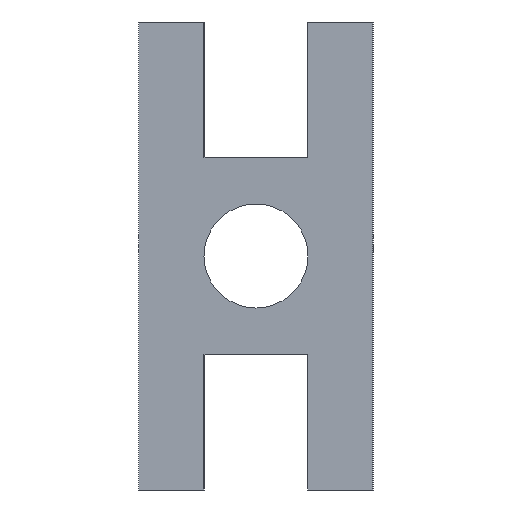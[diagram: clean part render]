
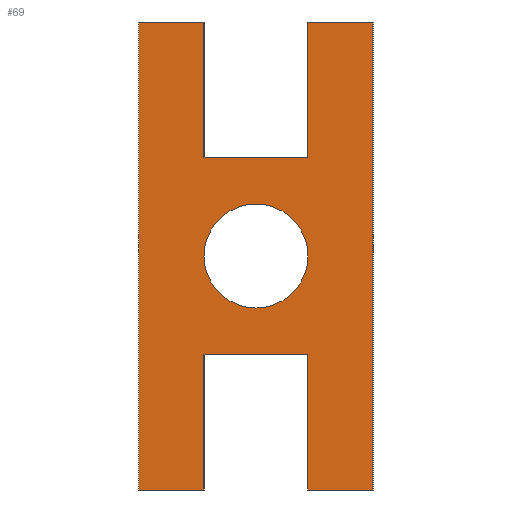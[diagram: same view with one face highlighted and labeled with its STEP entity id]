
A CAD part, left-side view. The second image highlights one B-rep face of the part: STEP entity #69.
In plain terms, the highlighted planar face has unit normal (-1, 0, 0).
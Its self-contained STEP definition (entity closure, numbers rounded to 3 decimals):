
#69=ADVANCED_FACE('',(#133,#134),#135,.F.);
#133=FACE_BOUND('',#191,.T.);
#134=FACE_OUTER_BOUND('',#192,.T.);
#135=PLANE('',#193);
#191=EDGE_LOOP('',(#313,#314));
#192=EDGE_LOOP('',(#315,#316,#317,#318,#319,#320,#321,#322,#323,#324,#325,#326));
#193=AXIS2_PLACEMENT_3D('',#327,#328,#329);
#313=ORIENTED_EDGE('',*,*,#353,.T.);
#314=ORIENTED_EDGE('',*,*,#355,.T.);
#315=ORIENTED_EDGE('',*,*,#404,.F.);
#316=ORIENTED_EDGE('',*,*,#360,.F.);
#317=ORIENTED_EDGE('',*,*,#365,.F.);
#318=ORIENTED_EDGE('',*,*,#369,.F.);
#319=ORIENTED_EDGE('',*,*,#373,.F.);
#320=ORIENTED_EDGE('',*,*,#377,.F.);
#321=ORIENTED_EDGE('',*,*,#381,.F.);
#322=ORIENTED_EDGE('',*,*,#385,.F.);
#323=ORIENTED_EDGE('',*,*,#389,.F.);
#324=ORIENTED_EDGE('',*,*,#393,.F.);
#325=ORIENTED_EDGE('',*,*,#397,.F.);
#326=ORIENTED_EDGE('',*,*,#401,.F.);
#327=CARTESIAN_POINT('',(0.0,0.,0.));
#328=DIRECTION('',(1.0,0.0,0.0));
#329=DIRECTION('',(0.0,1.0,0.0));
#353=EDGE_CURVE('',#410,#414,#416,.T.);
#355=EDGE_CURVE('',#414,#410,#418,.T.);
#360=EDGE_CURVE('',#424,#426,#427,.T.);
#365=EDGE_CURVE('',#432,#424,#434,.T.);
#369=EDGE_CURVE('',#438,#432,#440,.T.);
#373=EDGE_CURVE('',#444,#438,#446,.T.);
#377=EDGE_CURVE('',#450,#444,#452,.T.);
#381=EDGE_CURVE('',#456,#450,#458,.T.);
#385=EDGE_CURVE('',#462,#456,#464,.T.);
#389=EDGE_CURVE('',#468,#462,#470,.T.);
#393=EDGE_CURVE('',#474,#468,#476,.T.);
#397=EDGE_CURVE('',#480,#474,#482,.T.);
#401=EDGE_CURVE('',#486,#480,#488,.T.);
#404=EDGE_CURVE('',#426,#486,#491,.T.);
#410=VERTEX_POINT('',#497);
#414=VERTEX_POINT('',#502);
#416=CIRCLE('',#505,5.0);
#418=CIRCLE('',#507,5.0);
#424=VERTEX_POINT('',#514);
#426=VERTEX_POINT('',#517);
#427=LINE('',#518,#519);
#432=VERTEX_POINT('',#526);
#434=LINE('',#529,#530);
#438=VERTEX_POINT('',#535);
#440=LINE('',#538,#539);
#444=VERTEX_POINT('',#544);
#446=LINE('',#547,#548);
#450=VERTEX_POINT('',#553);
#452=LINE('',#556,#557);
#456=VERTEX_POINT('',#562);
#458=LINE('',#565,#566);
#462=VERTEX_POINT('',#571);
#464=LINE('',#574,#575);
#468=VERTEX_POINT('',#580);
#470=LINE('',#583,#584);
#474=VERTEX_POINT('',#589);
#476=LINE('',#592,#593);
#480=VERTEX_POINT('',#598);
#482=LINE('',#601,#602);
#486=VERTEX_POINT('',#607);
#488=LINE('',#610,#611);
#491=LINE('',#615,#616);
#497=CARTESIAN_POINT('',(0.0,0.0,-5.0));
#502=CARTESIAN_POINT('',(0.0,0.,5.0));
#505=AXIS2_PLACEMENT_3D('',#625,#626,#627);
#507=AXIS2_PLACEMENT_3D('',#628,#629,#630);
#514=CARTESIAN_POINT('',(0.0,11.25,-22.5));
#517=CARTESIAN_POINT('',(0.0,11.25,22.5));
#518=CARTESIAN_POINT('',(0.0,11.25,-22.5));
#519=VECTOR('',#636,1.0);
#526=CARTESIAN_POINT('',(0.0,5.0,-22.5));
#529=CARTESIAN_POINT('',(0.0,5.0,-22.5));
#530=VECTOR('',#640,1.0);
#535=CARTESIAN_POINT('',(0.0,5.0,-9.5));
#538=CARTESIAN_POINT('',(0.0,5.0,-9.5));
#539=VECTOR('',#643,1.0);
#544=CARTESIAN_POINT('',(0.0,-5.0,-9.5));
#547=CARTESIAN_POINT('',(0.0,-5.0,-9.5));
#548=VECTOR('',#646,1.0);
#553=CARTESIAN_POINT('',(0.0,-5.0,-22.5));
#556=CARTESIAN_POINT('',(0.0,-5.0,-22.5));
#557=VECTOR('',#649,1.0);
#562=CARTESIAN_POINT('',(0.0,-11.25,-22.5));
#565=CARTESIAN_POINT('',(0.0,-11.25,-22.5));
#566=VECTOR('',#652,1.0);
#571=CARTESIAN_POINT('',(0.0,-11.25,22.5));
#574=CARTESIAN_POINT('',(0.0,-11.25,22.5));
#575=VECTOR('',#655,1.0);
#580=CARTESIAN_POINT('',(0.0,-5.0,22.5));
#583=CARTESIAN_POINT('',(0.0,-5.0,22.5));
#584=VECTOR('',#658,1.0);
#589=CARTESIAN_POINT('',(0.0,-5.0,9.5));
#592=CARTESIAN_POINT('',(0.0,-5.0,9.5));
#593=VECTOR('',#661,1.0);
#598=CARTESIAN_POINT('',(0.0,5.0,9.5));
#601=CARTESIAN_POINT('',(0.0,5.0,9.5));
#602=VECTOR('',#664,1.0);
#607=CARTESIAN_POINT('',(0.0,5.0,22.5));
#610=CARTESIAN_POINT('',(0.0,5.0,22.5));
#611=VECTOR('',#667,1.0);
#615=CARTESIAN_POINT('',(0.0,11.25,22.5));
#616=VECTOR('',#669,1.0);
#625=CARTESIAN_POINT('',(0.0,0.0,0.0));
#626=DIRECTION('',(1.0,0.0,0.0));
#627=DIRECTION('',(0.0,0.0,-1.0));
#628=CARTESIAN_POINT('',(0.0,0.0,0.0));
#629=DIRECTION('',(1.0,0.0,0.0));
#630=DIRECTION('',(0.0,0.0,-1.0));
#636=DIRECTION('',(0.0,0.0,1.0));
#640=DIRECTION('',(0.0,1.0,0.0));
#643=DIRECTION('',(0.0,0.0,-1.0));
#646=DIRECTION('',(0.0,1.0,0.0));
#649=DIRECTION('',(0.0,0.0,1.0));
#652=DIRECTION('',(0.0,1.0,0.0));
#655=DIRECTION('',(0.0,0.0,-1.0));
#658=DIRECTION('',(0.0,-1.0,0.0));
#661=DIRECTION('',(0.0,0.0,1.0));
#664=DIRECTION('',(0.0,-1.0,0.0));
#667=DIRECTION('',(0.0,0.0,-1.0));
#669=DIRECTION('',(0.0,-1.0,0.0));
